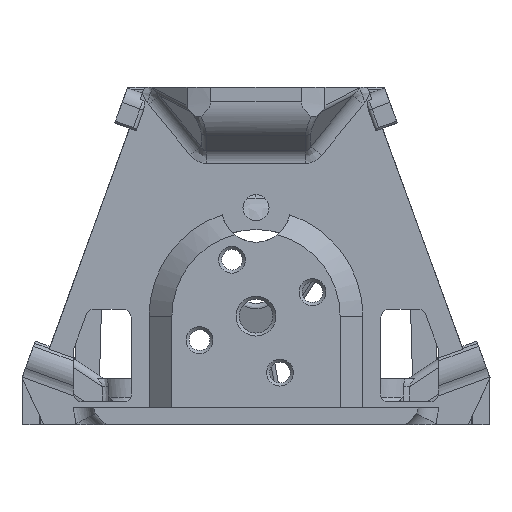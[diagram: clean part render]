
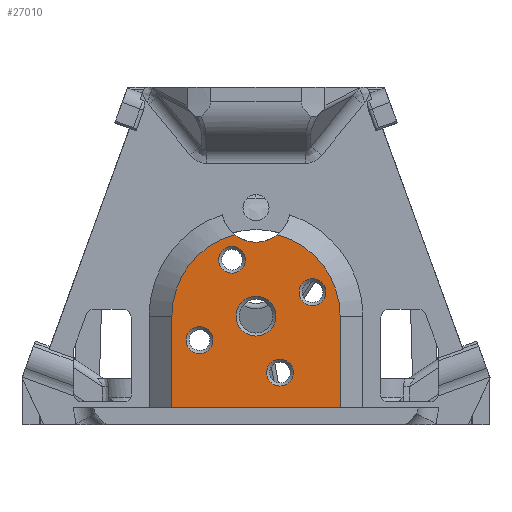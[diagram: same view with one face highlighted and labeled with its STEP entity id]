
A CAD part, front view. The second image highlights one B-rep face of the part: STEP entity #27010.
In plain terms, the highlighted planar face has unit normal (0, -1, 0).
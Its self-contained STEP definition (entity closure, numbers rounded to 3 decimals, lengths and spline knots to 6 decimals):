
#2833=CIRCLE('',#28616,0.00175);
#2835=CIRCLE('',#28619,0.00175);
#2837=CIRCLE('',#28622,0.00175);
#2839=CIRCLE('',#28625,0.00175);
#2864=CIRCLE('',#28692,0.0026);
#2866=CIRCLE('',#28695,0.010979);
#2868=CIRCLE('',#28698,0.010979);
#2871=CIRCLE('',#28706,0.0045);
#11297=ORIENTED_EDGE('',*,*,#15579,.F.);
#11298=ORIENTED_EDGE('',*,*,#14111,.T.);
#11299=ORIENTED_EDGE('',*,*,#14125,.F.);
#11300=ORIENTED_EDGE('',*,*,#14107,.F.);
#11301=ORIENTED_EDGE('',*,*,#15580,.T.);
#11302=ORIENTED_EDGE('',*,*,#15501,.T.);
#11303=ORIENTED_EDGE('',*,*,#13971,.T.);
#11304=ORIENTED_EDGE('',*,*,#13969,.T.);
#11305=ORIENTED_EDGE('',*,*,#13967,.T.);
#11306=ORIENTED_EDGE('',*,*,#13965,.T.);
#11307=ORIENTED_EDGE('',*,*,#14104,.F.);
#13965=EDGE_CURVE('',#17174,#17174,#2833,.F.);
#13967=EDGE_CURVE('',#17176,#17176,#2835,.F.);
#13969=EDGE_CURVE('',#17178,#17178,#2837,.F.);
#13971=EDGE_CURVE('',#17180,#17180,#2839,.F.);
#14104=EDGE_CURVE('',#17277,#17277,#2864,.T.);
#14107=EDGE_CURVE('',#17280,#17281,#2866,.T.);
#14111=EDGE_CURVE('',#17285,#17284,#2868,.T.);
#14125=EDGE_CURVE('',#17281,#17284,#2871,.T.);
#15501=EDGE_CURVE('',#18090,#18091,#19859,.T.);
#15579=EDGE_CURVE('',#17285,#18091,#19882,.T.);
#15580=EDGE_CURVE('',#17280,#18090,#19883,.T.);
#17174=VERTEX_POINT('',#44809);
#17176=VERTEX_POINT('',#44814);
#17178=VERTEX_POINT('',#44819);
#17180=VERTEX_POINT('',#44824);
#17277=VERTEX_POINT('',#45169);
#17280=VERTEX_POINT('',#45175);
#17281=VERTEX_POINT('',#45177);
#17284=VERTEX_POINT('',#45192);
#17285=VERTEX_POINT('',#45194);
#18090=VERTEX_POINT('',#56477);
#18091=VERTEX_POINT('',#56478);
#19859=LINE('',#56476,#21585);
#19882=LINE('',#57247,#21608);
#19883=LINE('',#57248,#21609);
#21585=VECTOR('',#35975,1.);
#21608=VECTOR('',#36074,1.);
#21609=VECTOR('',#36075,1.);
#23188=EDGE_LOOP('',(#11297,#11298,#11299,#11300,#11301,#11302));
#23189=EDGE_LOOP('',(#11303));
#23190=EDGE_LOOP('',(#11304));
#23191=EDGE_LOOP('',(#11305));
#23192=EDGE_LOOP('',(#11306));
#23193=EDGE_LOOP('',(#11307));
#24873=FACE_BOUND('',#23188,.T.);
#24874=FACE_BOUND('',#23189,.T.);
#24875=FACE_BOUND('',#23190,.T.);
#24876=FACE_BOUND('',#23191,.T.);
#24877=FACE_BOUND('',#23192,.T.);
#24878=FACE_BOUND('',#23193,.T.);
#25463=PLANE('',#29483);
#27010=ADVANCED_FACE('',(#24873,#24874,#24875,#24876,#24877,#24878),#25463,
 .T.);
#28616=AXIS2_PLACEMENT_3D('',#44808,#33844,#33845);
#28619=AXIS2_PLACEMENT_3D('',#44813,#33850,#33851);
#28622=AXIS2_PLACEMENT_3D('',#44818,#33856,#33857);
#28625=AXIS2_PLACEMENT_3D('',#44823,#33862,#33863);
#28692=AXIS2_PLACEMENT_3D('',#45168,#34089,#34090);
#28695=AXIS2_PLACEMENT_3D('',#45176,#34096,#34097);
#28698=AXIS2_PLACEMENT_3D('',#45193,#34102,#34103);
#28706=AXIS2_PLACEMENT_3D('',#45279,#34124,#34125);
#29483=AXIS2_PLACEMENT_3D('',#57246,#36072,#36073);
#33844=DIRECTION('',(0.,-1.,0.));
#33845=DIRECTION('',(0.,0.,1.));
#33850=DIRECTION('',(0.,-1.,0.));
#33851=DIRECTION('',(0.,0.,1.));
#33856=DIRECTION('',(0.,-1.,0.));
#33857=DIRECTION('',(0.,0.,1.));
#33862=DIRECTION('',(0.,-1.,0.));
#33863=DIRECTION('',(0.,0.,1.));
#34089=DIRECTION('',(0.,-1.,0.));
#34090=DIRECTION('',(1.,0.,0.));
#34096=DIRECTION('',(0.,1.,0.));
#34097=DIRECTION('',(0.004,0.,1.));
#34102=DIRECTION('',(0.,-1.,0.));
#34103=DIRECTION('',(-1.,0.,0.));
#34124=DIRECTION('',(0.,-1.,0.));
#34125=DIRECTION('',(1.,0.,0.));
#35975=DIRECTION('',(1.,0.,0.));
#36072=DIRECTION('',(0.,-1.,0.));
#36073=DIRECTION('',(-1.,0.,0.));
#36074=DIRECTION('',(0.,0.,-1.));
#36075=DIRECTION('',(0.,0.,-1.));
#44808=CARTESIAN_POINT('',(-0.112274,0.10155,0.006786));
#44809=CARTESIAN_POINT('',(-0.112274,0.10155,0.008536));
#44813=CARTESIAN_POINT('',(-0.122764,0.10155,0.011024));
#44814=CARTESIAN_POINT('',(-0.122764,0.10155,0.012774));
#44818=CARTESIAN_POINT('',(-0.108036,0.10155,0.017276));
#44819=CARTESIAN_POINT('',(-0.108036,0.10155,0.019026));
#44823=CARTESIAN_POINT('',(-0.118526,0.10155,0.021514));
#44824=CARTESIAN_POINT('',(-0.118526,0.10155,0.023264));
#45168=CARTESIAN_POINT('',(-0.1154,0.10155,0.01415));
#45169=CARTESIAN_POINT('',(-0.1128,0.10155,0.01415));
#45175=CARTESIAN_POINT('',(-0.126379,0.10155,0.01415));
#45176=CARTESIAN_POINT('',(-0.1154,0.10155,0.01415));
#45177=CARTESIAN_POINT('',(-0.11819,0.10155,0.024769));
#45192=CARTESIAN_POINT('',(-0.11261,0.10155,0.024769));
#45193=CARTESIAN_POINT('',(-0.1154,0.10155,0.01415));
#45194=CARTESIAN_POINT('',(-0.104421,0.10155,0.01415));
#45279=CARTESIAN_POINT('',(-0.1154,0.10155,0.0283));
#56476=CARTESIAN_POINT('',(-0.1154,0.10155,0.0022));
#56477=CARTESIAN_POINT('',(-0.126379,0.10155,0.0022));
#56478=CARTESIAN_POINT('',(-0.104421,0.10155,0.0022));
#57246=CARTESIAN_POINT('',(-0.1154,0.10155,0.01415));
#57247=CARTESIAN_POINT('',(-0.104421,0.10155,0.01415));
#57248=CARTESIAN_POINT('',(-0.126379,0.10155,0.01415));
